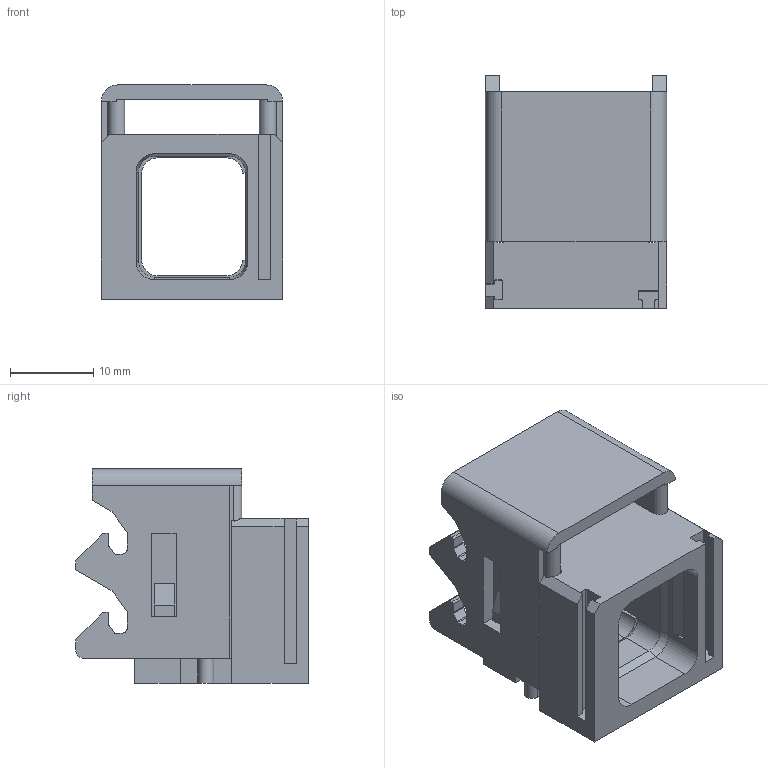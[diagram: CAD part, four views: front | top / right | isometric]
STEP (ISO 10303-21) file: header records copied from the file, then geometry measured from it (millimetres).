
FILE_DESCRIPTION((''),'2;1');
FILE_NAME('35598001000','2020-02-19T',('presta_be4'),(''),'CREO PARAMETRIC BY PTC INC, 2018360','CREO PARAMETRIC BY PTC INC, 2018360','');
FILE_SCHEMA(('CONFIG_CONTROL_DESIGN'));
Length unit declared in the file: millimetre
Products named in the file (1): 35598001000
Bounding box: 21.8 x 28 x 25.75 mm (x, y, z)
Volume: 5228.9 mm3; surface area: 6413.1 mm2
Topology: 1 solids, 1 shells, 258 faces, 718 edges, 460 vertices
Faces by surface type: plane 170, cylinder 62, bspline 20, cone 6
Entity records: 18517 total; most frequent: CARTESIAN_POINT 11900, ORIENTED_EDGE 1436, DIRECTION 1275, EDGE_CURVE 718, VECTOR 533, LINE 533, VERTEX_POINT 460, AXIS2_PLACEMENT_3D 371
